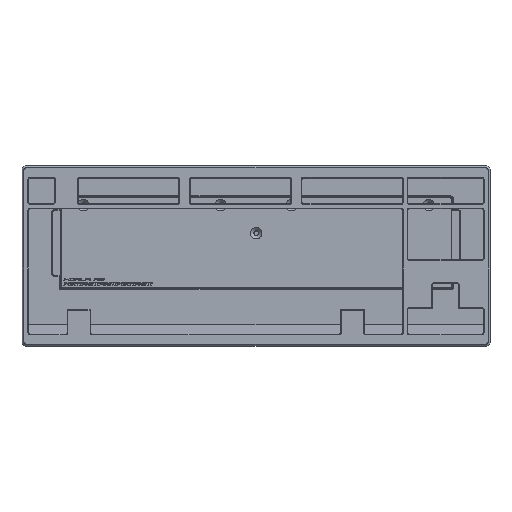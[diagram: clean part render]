
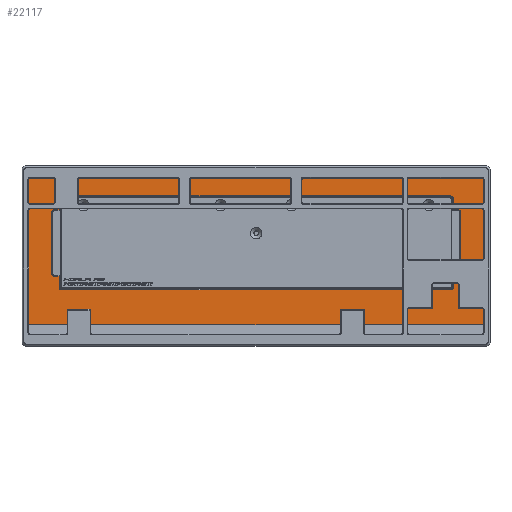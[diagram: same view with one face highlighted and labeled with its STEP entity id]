
A CAD part, top view. The second image highlights one B-rep face of the part: STEP entity #22117.
In plain terms, the highlighted planar face has unit normal (0, 0, 1).
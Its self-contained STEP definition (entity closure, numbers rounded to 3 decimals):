
#862=FACE_BOUND('',#3848,.T.);
#1447=PLANE('',#23697);
#2527=FACE_OUTER_BOUND('',#3847,.T.);
#3847=EDGE_LOOP('',(#19647,#19648,#19649,#19650,#19651,#19652));
#3848=EDGE_LOOP('',(#19653,#19654,#19655,#19656,#19657,#19658,#19659,#19660,
#19661,#19662,#19663,#19664,#19665,#19666,#19667,#19668,#19669,#19670,#19671,
#19672));
#5899=LINE('',#37919,#8075);
#5903=LINE('',#37927,#8079);
#5907=LINE('',#37939,#8083);
#5910=LINE('',#37946,#8086);
#5915=LINE('',#37960,#8091);
#5919=LINE('',#37971,#8095);
#5922=LINE('',#37977,#8098);
#5926=LINE('',#37986,#8102);
#5930=LINE('',#38001,#8106);
#5934=LINE('',#38013,#8110);
#5939=LINE('',#38027,#8115);
#5943=LINE('',#38038,#8119);
#5964=LINE('',#38097,#8140);
#5965=LINE('',#38099,#8141);
#5966=LINE('',#38103,#8142);
#5967=LINE('',#38106,#8143);
#8075=VECTOR('',#28394,10.);
#8079=VECTOR('',#28400,10.);
#8083=VECTOR('',#28412,10.);
#8086=VECTOR('',#28417,10.);
#8091=VECTOR('',#28430,10.);
#8095=VECTOR('',#28442,10.);
#8098=VECTOR('',#28447,10.);
#8102=VECTOR('',#28453,10.);
#8106=VECTOR('',#28471,10.);
#8110=VECTOR('',#28485,10.);
#8115=VECTOR('',#28498,10.);
#8119=VECTOR('',#28510,10.);
#8140=VECTOR('',#28577,10.);
#8141=VECTOR('',#28578,10.);
#8142=VECTOR('',#28581,10.);
#8143=VECTOR('',#28584,10.);
#8870=CIRCLE('',#23637,2.);
#8872=CIRCLE('',#23642,2.);
#8873=CIRCLE('',#23646,2.);
#8875=CIRCLE('',#23650,2.);
#8878=CIRCLE('',#23657,2.);
#8880=CIRCLE('',#23660,2.);
#8883=CIRCLE('',#23668,2.);
#8885=CIRCLE('',#23672,2.);
#8895=CIRCLE('',#23698,1.5);
#8896=CIRCLE('',#23699,1.5);
#10764=VERTEX_POINT('',#37909);
#10767=VERTEX_POINT('',#37914);
#10768=VERTEX_POINT('',#37918);
#10771=VERTEX_POINT('',#37925);
#10773=VERTEX_POINT('',#37932);
#10775=VERTEX_POINT('',#37937);
#10777=VERTEX_POINT('',#37943);
#10778=VERTEX_POINT('',#37945);
#10781=VERTEX_POINT('',#37952);
#10783=VERTEX_POINT('',#37958);
#10785=VERTEX_POINT('',#37964);
#10788=VERTEX_POINT('',#37976);
#10791=VERTEX_POINT('',#37983);
#10792=VERTEX_POINT('',#37985);
#10794=VERTEX_POINT('',#37994);
#10796=VERTEX_POINT('',#38000);
#10799=VERTEX_POINT('',#38011);
#10802=VERTEX_POINT('',#38019);
#10804=VERTEX_POINT('',#38025);
#10806=VERTEX_POINT('',#38031);
#10821=VERTEX_POINT('',#38095);
#10822=VERTEX_POINT('',#38096);
#10823=VERTEX_POINT('',#38098);
#10824=VERTEX_POINT('',#38100);
#10825=VERTEX_POINT('',#38102);
#10826=VERTEX_POINT('',#38104);
#13746=EDGE_CURVE('',#10767,#10764,#8870,.T.);
#13747=EDGE_CURVE('',#10764,#10768,#5899,.T.);
#13751=EDGE_CURVE('',#10771,#10767,#5903,.T.);
#13755=EDGE_CURVE('',#10773,#10771,#8872,.T.);
#13757=EDGE_CURVE('',#10775,#10773,#5907,.T.);
#13760=EDGE_CURVE('',#10777,#10778,#5910,.T.);
#13764=EDGE_CURVE('',#10781,#10777,#8873,.T.);
#13767=EDGE_CURVE('',#10783,#10781,#5915,.T.);
#13770=EDGE_CURVE('',#10785,#10783,#8875,.T.);
#13773=EDGE_CURVE('',#10768,#10785,#5919,.T.);
#13776=EDGE_CURVE('',#10778,#10788,#5922,.T.);
#13780=EDGE_CURVE('',#10791,#10792,#5926,.T.);
#13784=EDGE_CURVE('',#10788,#10791,#8878,.T.);
#13787=EDGE_CURVE('',#10792,#10794,#8880,.T.);
#13788=EDGE_CURVE('',#10794,#10796,#5930,.T.);
#13794=EDGE_CURVE('',#10799,#10775,#5934,.T.);
#13798=EDGE_CURVE('',#10802,#10799,#8883,.T.);
#13801=EDGE_CURVE('',#10804,#10802,#5939,.T.);
#13804=EDGE_CURVE('',#10806,#10804,#8885,.T.);
#13807=EDGE_CURVE('',#10796,#10806,#5943,.T.);
#13836=EDGE_CURVE('',#10821,#10822,#5964,.T.);
#13837=EDGE_CURVE('',#10822,#10823,#5965,.T.);
#13838=EDGE_CURVE('',#10823,#10824,#8895,.T.);
#13839=EDGE_CURVE('',#10824,#10825,#5966,.F.);
#13840=EDGE_CURVE('',#10825,#10826,#8896,.T.);
#13841=EDGE_CURVE('',#10826,#10821,#5967,.F.);
#19647=ORIENTED_EDGE('',*,*,#13836,.T.);
#19648=ORIENTED_EDGE('',*,*,#13837,.T.);
#19649=ORIENTED_EDGE('',*,*,#13838,.T.);
#19650=ORIENTED_EDGE('',*,*,#13839,.T.);
#19651=ORIENTED_EDGE('',*,*,#13840,.T.);
#19652=ORIENTED_EDGE('',*,*,#13841,.T.);
#19653=ORIENTED_EDGE('',*,*,#13780,.F.);
#19654=ORIENTED_EDGE('',*,*,#13784,.F.);
#19655=ORIENTED_EDGE('',*,*,#13776,.F.);
#19656=ORIENTED_EDGE('',*,*,#13760,.F.);
#19657=ORIENTED_EDGE('',*,*,#13764,.F.);
#19658=ORIENTED_EDGE('',*,*,#13767,.F.);
#19659=ORIENTED_EDGE('',*,*,#13770,.F.);
#19660=ORIENTED_EDGE('',*,*,#13773,.F.);
#19661=ORIENTED_EDGE('',*,*,#13747,.F.);
#19662=ORIENTED_EDGE('',*,*,#13746,.F.);
#19663=ORIENTED_EDGE('',*,*,#13751,.F.);
#19664=ORIENTED_EDGE('',*,*,#13755,.F.);
#19665=ORIENTED_EDGE('',*,*,#13757,.F.);
#19666=ORIENTED_EDGE('',*,*,#13794,.F.);
#19667=ORIENTED_EDGE('',*,*,#13798,.F.);
#19668=ORIENTED_EDGE('',*,*,#13801,.F.);
#19669=ORIENTED_EDGE('',*,*,#13804,.F.);
#19670=ORIENTED_EDGE('',*,*,#13807,.F.);
#19671=ORIENTED_EDGE('',*,*,#13788,.F.);
#19672=ORIENTED_EDGE('',*,*,#13787,.F.);
#22117=ADVANCED_FACE('',(#2527,#862),#1447,.F.);
#23637=AXIS2_PLACEMENT_3D('',#37916,#28390,#28391);
#23642=AXIS2_PLACEMENT_3D('',#37934,#28407,#28408);
#23646=AXIS2_PLACEMENT_3D('',#37954,#28423,#28424);
#23650=AXIS2_PLACEMENT_3D('',#37966,#28435,#28436);
#23657=AXIS2_PLACEMENT_3D('',#37992,#28460,#28461);
#23660=AXIS2_PLACEMENT_3D('',#37998,#28467,#28468);
#23668=AXIS2_PLACEMENT_3D('',#38021,#28491,#28492);
#23672=AXIS2_PLACEMENT_3D('',#38033,#28503,#28504);
#23697=AXIS2_PLACEMENT_3D('',#38094,#28575,#28576);
#23698=AXIS2_PLACEMENT_3D('',#38101,#28579,#28580);
#23699=AXIS2_PLACEMENT_3D('',#38105,#28582,#28583);
#28390=DIRECTION('center_axis',(0.,0.,1.));
#28391=DIRECTION('ref_axis',(0.707,-0.707,0.));
#28394=DIRECTION('',(0.,1.,0.));
#28400=DIRECTION('',(1.,0.,0.));
#28407=DIRECTION('center_axis',(0.,0.,1.));
#28408=DIRECTION('ref_axis',(-0.707,-0.707,0.));
#28412=DIRECTION('',(0.,-1.,0.));
#28417=DIRECTION('',(-1.,0.,0.));
#28423=DIRECTION('center_axis',(0.,0.,1.));
#28424=DIRECTION('ref_axis',(0.707,0.707,0.));
#28430=DIRECTION('',(0.,1.,0.));
#28435=DIRECTION('center_axis',(0.,0.,1.));
#28436=DIRECTION('ref_axis',(0.707,-0.707,0.));
#28442=DIRECTION('',(1.,0.,0.));
#28447=DIRECTION('',(0.,1.,0.));
#28453=DIRECTION('',(-1.,0.,0.));
#28460=DIRECTION('center_axis',(0.,0.,1.));
#28461=DIRECTION('ref_axis',(0.707,0.707,0.));
#28467=DIRECTION('center_axis',(0.,0.,1.));
#28468=DIRECTION('ref_axis',(-0.707,0.707,0.));
#28471=DIRECTION('',(0.,-1.,0.));
#28485=DIRECTION('',(1.,0.,0.));
#28491=DIRECTION('center_axis',(0.,0.,1.));
#28492=DIRECTION('ref_axis',(-0.707,-0.707,0.));
#28498=DIRECTION('',(0.,-1.,0.));
#28503=DIRECTION('center_axis',(0.,0.,1.));
#28504=DIRECTION('ref_axis',(-0.707,0.707,0.));
#28510=DIRECTION('',(-1.,0.,0.));
#28575=DIRECTION('center_axis',(0.,0.,-1.));
#28576=DIRECTION('ref_axis',(1.,0.,0.));
#28577=DIRECTION('',(1.,0.,0.));
#28578=DIRECTION('',(0.,1.,0.));
#28579=DIRECTION('center_axis',(0.,0.,1.));
#28580=DIRECTION('ref_axis',(0.707,0.707,0.));
#28581=DIRECTION('',(1.,0.,0.));
#28582=DIRECTION('center_axis',(0.,0.,1.));
#28583=DIRECTION('ref_axis',(-0.707,0.707,0.));
#28584=DIRECTION('',(0.,1.,0.));
#37909=CARTESIAN_POINT('',(324.931,-83.525,-10.2));
#37914=CARTESIAN_POINT('',(322.931,-85.525,-10.2));
#37916=CARTESIAN_POINT('Origin',(322.931,-83.525,-10.2));
#37918=CARTESIAN_POINT('',(324.931,-75.025,-10.2));
#37919=CARTESIAN_POINT('',(324.931,-37.028,-10.2));
#37925=CARTESIAN_POINT('',(24.931,-85.525,-10.2));
#37927=CARTESIAN_POINT('',(248.881,-85.525,-10.2));
#37932=CARTESIAN_POINT('',(22.931,-83.525,-10.2));
#37934=CARTESIAN_POINT('Origin',(24.931,-83.525,-10.2));
#37937=CARTESIAN_POINT('',(22.931,-75.025,-10.2));
#37939=CARTESIAN_POINT('',(22.931,-72.028,-10.2));
#37943=CARTESIAN_POINT('',(328.431,-24.025,-10.2));
#37945=CARTESIAN_POINT('',(324.931,-24.025,-10.2));
#37946=CARTESIAN_POINT('',(95.881,-24.025,-10.2));
#37952=CARTESIAN_POINT('',(330.431,-26.025,-10.2));
#37954=CARTESIAN_POINT('Origin',(328.431,-26.025,-10.2));
#37958=CARTESIAN_POINT('',(330.431,-73.025,-10.2));
#37960=CARTESIAN_POINT('',(330.431,-42.028,-10.2));
#37964=CARTESIAN_POINT('',(328.431,-75.025,-10.2));
#37966=CARTESIAN_POINT('Origin',(328.431,-73.025,-10.2));
#37971=CARTESIAN_POINT('',(98.881,-75.025,-10.2));
#37976=CARTESIAN_POINT('',(324.931,-15.525,-10.2));
#37977=CARTESIAN_POINT('',(324.931,-37.028,-10.2));
#37983=CARTESIAN_POINT('',(322.931,-13.525,-10.2));
#37985=CARTESIAN_POINT('',(24.931,-13.525,-10.2));
#37986=CARTESIAN_POINT('',(98.881,-13.525,-10.2));
#37992=CARTESIAN_POINT('Origin',(322.931,-15.525,-10.2));
#37994=CARTESIAN_POINT('',(22.931,-15.525,-10.2));
#37998=CARTESIAN_POINT('Origin',(24.931,-15.525,-10.2));
#38000=CARTESIAN_POINT('',(22.931,-24.025,-10.2));
#38001=CARTESIAN_POINT('',(22.931,-72.028,-10.2));
#38011=CARTESIAN_POINT('',(19.431,-75.025,-10.2));
#38013=CARTESIAN_POINT('',(98.881,-75.025,-10.2));
#38019=CARTESIAN_POINT('',(17.431,-73.025,-10.2));
#38021=CARTESIAN_POINT('Origin',(19.431,-73.025,-10.2));
#38025=CARTESIAN_POINT('',(17.431,-26.025,-10.2));
#38027=CARTESIAN_POINT('',(17.431,-67.028,-10.2));
#38031=CARTESIAN_POINT('',(19.431,-24.025,-10.2));
#38033=CARTESIAN_POINT('Origin',(19.431,-26.025,-10.2));
#38038=CARTESIAN_POINT('',(95.881,-24.025,-10.2));
#38094=CARTESIAN_POINT('Origin',(173.831,-59.531,-10.2));
#38095=CARTESIAN_POINT('',(-1.,-112.126,-10.2));
#38096=CARTESIAN_POINT('',(348.663,-112.126,-10.2));
#38097=CARTESIAN_POINT('',(173.881,-112.126,-10.2));
#38098=CARTESIAN_POINT('',(348.663,-1.525,-10.2));
#38099=CARTESIAN_POINT('',(348.663,-29.866,-10.2));
#38100=CARTESIAN_POINT('',(347.163,-0.025,-10.2));
#38101=CARTESIAN_POINT('Origin',(347.163,-1.525,-10.2));
#38102=CARTESIAN_POINT('',(0.5,-0.025,-10.2));
#38103=CARTESIAN_POINT('',(99.222,-0.025,-10.2));
#38104=CARTESIAN_POINT('',(-1.,-1.525,-10.2));
#38105=CARTESIAN_POINT('Origin',(0.5,-1.525,-10.2));
#38106=CARTESIAN_POINT('',(-1.,-29.528,-10.2));
